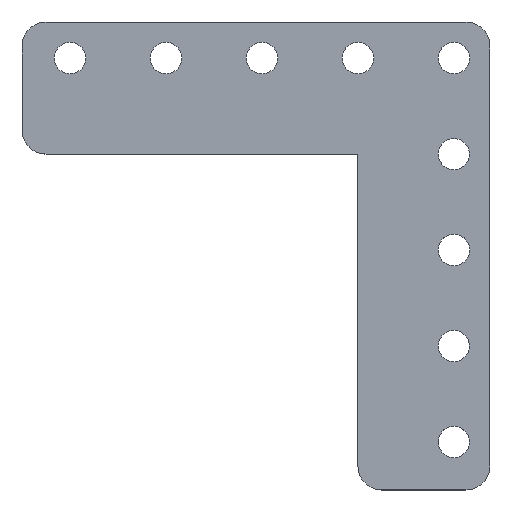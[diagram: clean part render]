
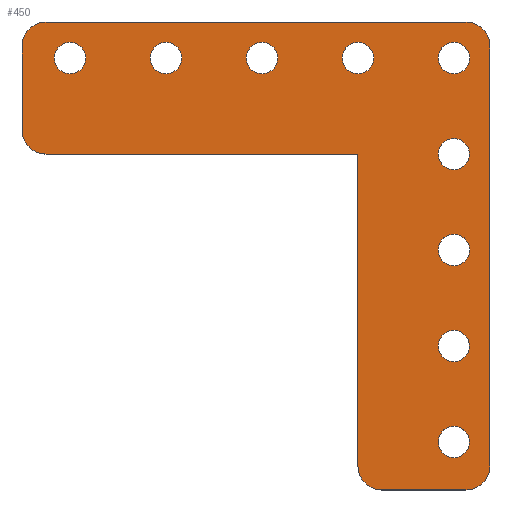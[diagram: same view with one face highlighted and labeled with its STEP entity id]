
A CAD part, top view. The second image highlights one B-rep face of the part: STEP entity #450.
In plain terms, the highlighted planar face has unit normal (0, 0, 1).
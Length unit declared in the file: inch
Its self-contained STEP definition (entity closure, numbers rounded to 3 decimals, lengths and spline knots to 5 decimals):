
#24=FACE_BOUND('',#94,.T.);
#25=FACE_BOUND('',#95,.T.);
#26=FACE_BOUND('',#96,.T.);
#27=FACE_BOUND('',#97,.T.);
#28=FACE_BOUND('',#98,.T.);
#29=FACE_BOUND('',#99,.T.);
#30=FACE_BOUND('',#100,.T.);
#31=FACE_BOUND('',#101,.T.);
#32=FACE_BOUND('',#102,.T.);
#40=PLANE('',#520);
#62=FACE_OUTER_BOUND('',#93,.T.);
#93=EDGE_LOOP('',(#395,#396,#397,#398,#399,#400,#401,#402,#403,#404,#405));
#94=EDGE_LOOP('',(#406));
#95=EDGE_LOOP('',(#407));
#96=EDGE_LOOP('',(#408));
#97=EDGE_LOOP('',(#409));
#98=EDGE_LOOP('',(#410));
#99=EDGE_LOOP('',(#411));
#100=EDGE_LOOP('',(#412));
#101=EDGE_LOOP('',(#413));
#102=EDGE_LOOP('',(#414));
#120=LINE('',#741,#152);
#125=LINE('',#755,#157);
#130=LINE('',#768,#162);
#131=LINE('',#770,#163);
#132=LINE('',#773,#164);
#134=LINE('',#776,#166);
#152=VECTOR('',#612,0.3937);
#157=VECTOR('',#627,0.3937);
#162=VECTOR('',#642,0.3937);
#163=VECTOR('',#645,0.3937);
#164=VECTOR('',#648,0.3937);
#166=VECTOR('',#652,0.3937);
#167=CIRCLE('',#472,0.082);
#169=CIRCLE('',#475,0.082);
#171=CIRCLE('',#478,0.0815);
#173=CIRCLE('',#481,0.0815);
#175=CIRCLE('',#484,0.082);
#177=CIRCLE('',#487,0.082);
#179=CIRCLE('',#490,0.0815);
#181=CIRCLE('',#493,0.082);
#183=CIRCLE('',#496,0.082);
#185=CIRCLE('',#499,0.125);
#191=CIRCLE('',#508,0.125);
#192=CIRCLE('',#510,0.125);
#193=CIRCLE('',#513,0.125);
#194=CIRCLE('',#515,0.125);
#195=VERTEX_POINT('',#657);
#197=VERTEX_POINT('',#663);
#199=VERTEX_POINT('',#669);
#201=VERTEX_POINT('',#675);
#203=VERTEX_POINT('',#681);
#205=VERTEX_POINT('',#687);
#207=VERTEX_POINT('',#693);
#209=VERTEX_POINT('',#699);
#211=VERTEX_POINT('',#705);
#213=VERTEX_POINT('',#711);
#214=VERTEX_POINT('',#712);
#226=VERTEX_POINT('',#740);
#227=VERTEX_POINT('',#744);
#228=VERTEX_POINT('',#748);
#229=VERTEX_POINT('',#749);
#230=VERTEX_POINT('',#754);
#231=VERTEX_POINT('',#758);
#232=VERTEX_POINT('',#762);
#233=VERTEX_POINT('',#763);
#234=VERTEX_POINT('',#772);
#235=EDGE_CURVE('',#195,#195,#167,.T.);
#238=EDGE_CURVE('',#197,#197,#169,.T.);
#241=EDGE_CURVE('',#199,#199,#171,.T.);
#244=EDGE_CURVE('',#201,#201,#173,.T.);
#247=EDGE_CURVE('',#203,#203,#175,.T.);
#250=EDGE_CURVE('',#205,#205,#177,.T.);
#253=EDGE_CURVE('',#207,#207,#179,.T.);
#256=EDGE_CURVE('',#209,#209,#181,.T.);
#259=EDGE_CURVE('',#211,#211,#183,.T.);
#262=EDGE_CURVE('',#213,#214,#185,.T.);
#276=EDGE_CURVE('',#226,#214,#120,.T.);
#278=EDGE_CURVE('',#226,#227,#191,.T.);
#280=EDGE_CURVE('',#228,#229,#192,.T.);
#283=EDGE_CURVE('',#230,#229,#125,.T.);
#285=EDGE_CURVE('',#230,#231,#193,.T.);
#287=EDGE_CURVE('',#232,#233,#194,.T.);
#290=EDGE_CURVE('',#213,#233,#130,.T.);
#291=EDGE_CURVE('',#232,#231,#131,.T.);
#292=EDGE_CURVE('',#234,#227,#132,.T.);
#294=EDGE_CURVE('',#228,#234,#134,.T.);
#395=ORIENTED_EDGE('',*,*,#262,.F.);
#396=ORIENTED_EDGE('',*,*,#290,.T.);
#397=ORIENTED_EDGE('',*,*,#287,.F.);
#398=ORIENTED_EDGE('',*,*,#291,.T.);
#399=ORIENTED_EDGE('',*,*,#285,.F.);
#400=ORIENTED_EDGE('',*,*,#283,.T.);
#401=ORIENTED_EDGE('',*,*,#280,.F.);
#402=ORIENTED_EDGE('',*,*,#294,.T.);
#403=ORIENTED_EDGE('',*,*,#292,.T.);
#404=ORIENTED_EDGE('',*,*,#278,.F.);
#405=ORIENTED_EDGE('',*,*,#276,.T.);
#406=ORIENTED_EDGE('',*,*,#235,.T.);
#407=ORIENTED_EDGE('',*,*,#238,.T.);
#408=ORIENTED_EDGE('',*,*,#241,.T.);
#409=ORIENTED_EDGE('',*,*,#244,.T.);
#410=ORIENTED_EDGE('',*,*,#247,.T.);
#411=ORIENTED_EDGE('',*,*,#250,.T.);
#412=ORIENTED_EDGE('',*,*,#253,.T.);
#413=ORIENTED_EDGE('',*,*,#256,.T.);
#414=ORIENTED_EDGE('',*,*,#259,.T.);
#450=ADVANCED_FACE('',(#62,#24,#25,#26,#27,#28,#29,#30,#31,#32),#40,.T.);
#472=AXIS2_PLACEMENT_3D('',#658,#525,#526);
#475=AXIS2_PLACEMENT_3D('',#664,#532,#533);
#478=AXIS2_PLACEMENT_3D('',#670,#539,#540);
#481=AXIS2_PLACEMENT_3D('',#676,#546,#547);
#484=AXIS2_PLACEMENT_3D('',#682,#553,#554);
#487=AXIS2_PLACEMENT_3D('',#688,#560,#561);
#490=AXIS2_PLACEMENT_3D('',#694,#567,#568);
#493=AXIS2_PLACEMENT_3D('',#700,#574,#575);
#496=AXIS2_PLACEMENT_3D('',#706,#581,#582);
#499=AXIS2_PLACEMENT_3D('',#713,#588,#589);
#508=AXIS2_PLACEMENT_3D('',#745,#616,#617);
#510=AXIS2_PLACEMENT_3D('',#750,#621,#622);
#513=AXIS2_PLACEMENT_3D('',#759,#631,#632);
#515=AXIS2_PLACEMENT_3D('',#764,#636,#637);
#520=AXIS2_PLACEMENT_3D('',#777,#653,#654);
#525=DIRECTION('center_axis',(0.,0.,-1.));
#526=DIRECTION('ref_axis',(1.,0.,0.));
#532=DIRECTION('center_axis',(0.,0.,-1.));
#533=DIRECTION('ref_axis',(1.,0.,0.));
#539=DIRECTION('center_axis',(0.,0.,-1.));
#540=DIRECTION('ref_axis',(1.,0.,0.));
#546=DIRECTION('center_axis',(0.,0.,-1.));
#547=DIRECTION('ref_axis',(1.,0.,0.));
#553=DIRECTION('center_axis',(0.,0.,-1.));
#554=DIRECTION('ref_axis',(1.,0.,0.));
#560=DIRECTION('center_axis',(0.,0.,-1.));
#561=DIRECTION('ref_axis',(1.,0.,0.));
#567=DIRECTION('center_axis',(0.,0.,-1.));
#568=DIRECTION('ref_axis',(1.,0.,0.));
#574=DIRECTION('center_axis',(0.,0.,-1.));
#575=DIRECTION('ref_axis',(1.,0.,0.));
#581=DIRECTION('center_axis',(0.,0.,-1.));
#582=DIRECTION('ref_axis',(1.,0.,0.));
#588=DIRECTION('center_axis',(0.,0.,-1.));
#589=DIRECTION('ref_axis',(0.707,-0.707,0.));
#612=DIRECTION('',(1.,0.,0.));
#616=DIRECTION('center_axis',(0.,0.,-1.));
#617=DIRECTION('ref_axis',(-0.707,-0.707,0.));
#621=DIRECTION('center_axis',(0.,0.,-1.));
#622=DIRECTION('ref_axis',(-0.707,-0.707,0.));
#627=DIRECTION('',(0.,-1.,0.));
#631=DIRECTION('center_axis',(0.,0.,-1.));
#632=DIRECTION('ref_axis',(-0.707,0.707,0.));
#636=DIRECTION('center_axis',(0.,0.,-1.));
#637=DIRECTION('ref_axis',(0.707,0.707,0.));
#642=DIRECTION('',(0.,1.,0.));
#645=DIRECTION('',(-1.,0.,0.));
#648=DIRECTION('',(0.,-1.,0.));
#652=DIRECTION('',(1.,0.,0.));
#653=DIRECTION('center_axis',(0.,0.,1.));
#654=DIRECTION('ref_axis',(1.,0.,0.));
#657=CARTESIAN_POINT('',(-1.582,35.5,0.09843));
#658=CARTESIAN_POINT('Origin',(-1.5,35.5,0.09843));
#663=CARTESIAN_POINT('',(0.418,35.5,0.09843));
#664=CARTESIAN_POINT('Origin',(0.5,35.5,0.09843));
#669=CARTESIAN_POINT('',(0.4185,33.5,0.09843));
#670=CARTESIAN_POINT('Origin',(0.5,33.5,0.09843));
#675=CARTESIAN_POINT('',(0.4185,35.,0.09843));
#676=CARTESIAN_POINT('Origin',(0.5,35.,0.09843));
#681=CARTESIAN_POINT('',(-1.082,35.5,0.09843));
#682=CARTESIAN_POINT('Origin',(-1.,35.5,0.09843));
#687=CARTESIAN_POINT('',(-0.082,35.5,0.09843));
#688=CARTESIAN_POINT('Origin',(0.,35.5,0.09843));
#693=CARTESIAN_POINT('',(0.4185,34.,0.09843));
#694=CARTESIAN_POINT('Origin',(0.5,34.,0.09843));
#699=CARTESIAN_POINT('',(0.418,34.5,0.09843));
#700=CARTESIAN_POINT('Origin',(0.5,34.5,0.09843));
#705=CARTESIAN_POINT('',(-0.582,35.5,0.09843));
#706=CARTESIAN_POINT('Origin',(-0.5,35.5,0.09843));
#711=CARTESIAN_POINT('',(0.688,33.375,0.09843));
#712=CARTESIAN_POINT('',(0.563,33.25,0.09843));
#713=CARTESIAN_POINT('Origin',(0.563,33.375,0.09843));
#740=CARTESIAN_POINT('',(0.125,33.25,0.09843));
#741=CARTESIAN_POINT('',(0.,33.25,0.09843));
#744=CARTESIAN_POINT('',(0.,33.375,0.09843));
#745=CARTESIAN_POINT('Origin',(0.125,33.375,0.09843));
#748=CARTESIAN_POINT('',(-1.625,35.,0.09843));
#749=CARTESIAN_POINT('',(-1.75,35.125,0.09843));
#750=CARTESIAN_POINT('Origin',(-1.625,35.125,0.09843));
#754=CARTESIAN_POINT('',(-1.75,35.563,0.09843));
#755=CARTESIAN_POINT('',(-1.75,35.688,0.09843));
#758=CARTESIAN_POINT('',(-1.625,35.688,0.09843));
#759=CARTESIAN_POINT('Origin',(-1.625,35.563,0.09843));
#762=CARTESIAN_POINT('',(0.563,35.688,0.09843));
#763=CARTESIAN_POINT('',(0.688,35.563,0.09843));
#764=CARTESIAN_POINT('Origin',(0.563,35.563,0.09843));
#768=CARTESIAN_POINT('',(0.688,33.25,0.09843));
#770=CARTESIAN_POINT('',(0.688,35.688,0.09843));
#772=CARTESIAN_POINT('',(0.,35.,0.09843));
#773=CARTESIAN_POINT('',(0.,35.,0.09843));
#776=CARTESIAN_POINT('',(-1.75,35.,0.09843));
#777=CARTESIAN_POINT('Origin',(-0.531,34.469,0.09843));
